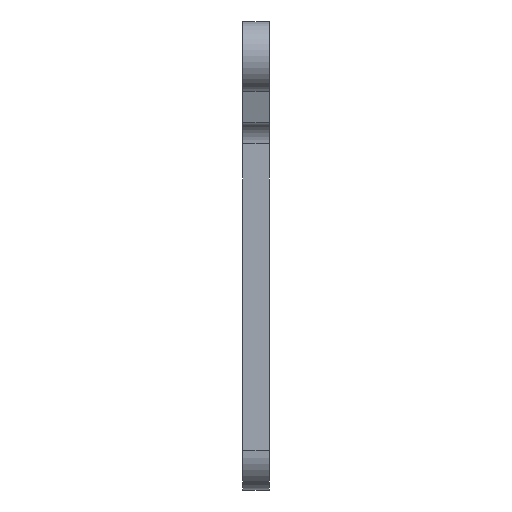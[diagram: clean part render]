
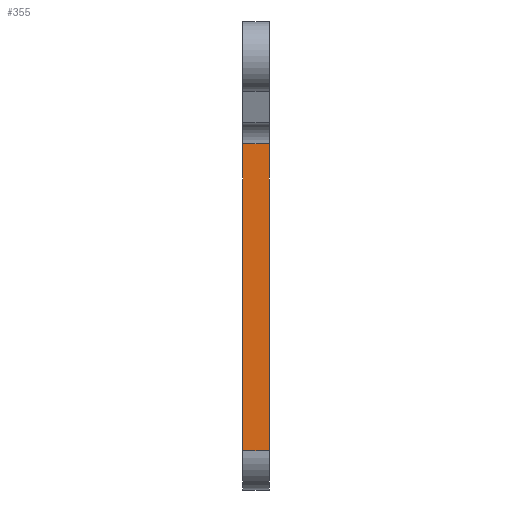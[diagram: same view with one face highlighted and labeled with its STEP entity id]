
A CAD part, front view. The second image highlights one B-rep face of the part: STEP entity #355.
In plain terms, the highlighted planar face has unit normal (0, -1, 0).
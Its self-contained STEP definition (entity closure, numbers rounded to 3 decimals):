
#15 = CARTESIAN_POINT ( 'NONE',  ( 3., 1., -20. ) ) ;
#18 = EDGE_CURVE ( 'NONE', #685, #241, #1087, .T. ) ;
#63 = FACE_OUTER_BOUND ( 'NONE', #683, .T. ) ;
#107 = EDGE_CURVE ( 'NONE', #685, #591, #143, .T. ) ;
#143 = LINE ( 'NONE', #1092, #994 ) ;
#149 = AXIS2_PLACEMENT_3D ( 'NONE', #852, #772, #1025 ) ;
#234 = VECTOR ( 'NONE', #884, 1000. ) ;
#241 = VERTEX_POINT ( 'NONE', #15 ) ;
#288 = CARTESIAN_POINT ( 'NONE',  ( -3., 1., -90.5 ) ) ;
#311 = DIRECTION ( 'NONE',  ( 1., 0., 0. ) ) ;
#355 = ADVANCED_FACE ( 'NONE', ( #63 ), #524, .T. ) ;
#435 = ORIENTED_EDGE ( 'NONE', *, *, #18, .F. ) ;
#524 = PLANE ( 'NONE',  #149 ) ;
#526 = ORIENTED_EDGE ( 'NONE', *, *, #570, .T. ) ;
#550 = DIRECTION ( 'NONE',  ( 1., 0., 0. ) ) ;
#570 = EDGE_CURVE ( 'NONE', #591, #696, #1096, .T. ) ;
#591 = VERTEX_POINT ( 'NONE', #885 ) ;
#661 = CARTESIAN_POINT ( 'NONE',  ( -3., 1., -20. ) ) ;
#672 = DIRECTION ( 'NONE',  ( 0., 0., -1. ) ) ;
#683 = EDGE_LOOP ( 'NONE', ( #526, #982, #435, #873 ) ) ;
#685 = VERTEX_POINT ( 'NONE', #661 ) ;
#696 = VERTEX_POINT ( 'NONE', #911 ) ;
#714 = CARTESIAN_POINT ( 'NONE',  ( 3., 1., -90.5 ) ) ;
#728 = VECTOR ( 'NONE', #550, 1000. ) ;
#772 = DIRECTION ( 'NONE',  ( 0., -1., 0. ) ) ;
#816 = CARTESIAN_POINT ( 'NONE',  ( -3., 1., -20. ) ) ;
#852 = CARTESIAN_POINT ( 'NONE',  ( -3., 1., -90.5 ) ) ;
#859 = VECTOR ( 'NONE', #311, 1000. ) ;
#873 = ORIENTED_EDGE ( 'NONE', *, *, #107, .T. ) ;
#884 = DIRECTION ( 'NONE',  ( 0., 0., -1. ) ) ;
#885 = CARTESIAN_POINT ( 'NONE',  ( -3., 1., -90.5 ) ) ;
#911 = CARTESIAN_POINT ( 'NONE',  ( 3., 1., -90.5 ) ) ;
#982 = ORIENTED_EDGE ( 'NONE', *, *, #1037, .F. ) ;
#994 = VECTOR ( 'NONE', #672, 1000. ) ;
#1025 = DIRECTION ( 'NONE',  ( 0., 0., -1. ) ) ;
#1027 = LINE ( 'NONE', #714, #234 ) ;
#1037 = EDGE_CURVE ( 'NONE', #241, #696, #1027, .T. ) ;
#1087 = LINE ( 'NONE', #816, #859 ) ;
#1092 = CARTESIAN_POINT ( 'NONE',  ( -3., 1., -90.5 ) ) ;
#1096 = LINE ( 'NONE', #288, #728 ) ;
